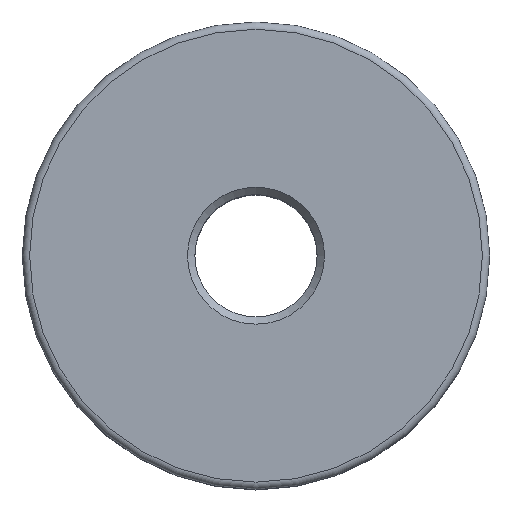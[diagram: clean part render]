
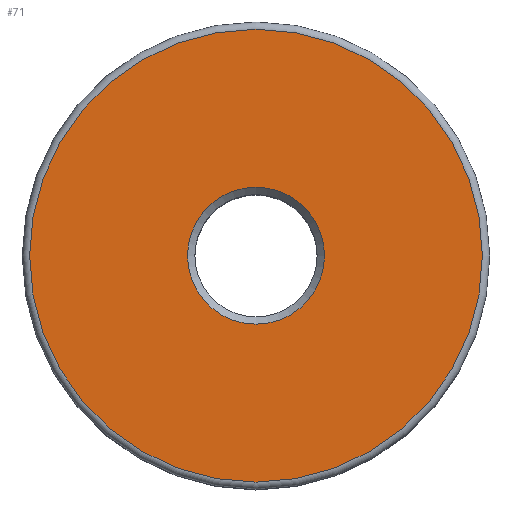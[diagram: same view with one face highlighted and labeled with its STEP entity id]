
A CAD part, top view. The second image highlights one B-rep face of the part: STEP entity #71.
In plain terms, the highlighted planar face has unit normal (0, 0, 1).
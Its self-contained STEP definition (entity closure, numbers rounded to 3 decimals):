
#71 = ADVANCED_FACE( '', ( #152, #153 ), #154, .F. );
#152 = FACE_OUTER_BOUND( '', #227, .T. );
#153 = FACE_BOUND( '', #228, .T. );
#154 = PLANE( '', #229 );
#227 = EDGE_LOOP( '', ( #326 ) );
#228 = EDGE_LOOP( '', ( #327 ) );
#229 = AXIS2_PLACEMENT_3D( '', #328, #329, #330 );
#326 = ORIENTED_EDGE( '', *, *, #351, .T. );
#327 = ORIENTED_EDGE( '', *, *, #344, .T. );
#328 = CARTESIAN_POINT( '', ( 16., 0., 25. ) );
#329 = DIRECTION( '', ( 0., 0., -1. ) );
#330 = DIRECTION( '', ( -1., 0., 0. ) );
#344 = EDGE_CURVE( '', #382, #382, #383, .T. );
#351 = EDGE_CURVE( '', #394, #394, #395, .F. );
#382 = VERTEX_POINT( '', #433 );
#383 = CIRCLE( '', #434, 4.688 );
#394 = VERTEX_POINT( '', #445 );
#395 = CIRCLE( '', #446, 15.5 );
#433 = CARTESIAN_POINT( '', ( -4.688, 0., 25. ) );
#434 = AXIS2_PLACEMENT_3D( '', #485, #486, #487 );
#445 = CARTESIAN_POINT( '', ( -15.5, 0., 25. ) );
#446 = AXIS2_PLACEMENT_3D( '', #500, #501, #502 );
#485 = CARTESIAN_POINT( '', ( 0., 0., 25. ) );
#486 = DIRECTION( '', ( 0., 0., -1. ) );
#487 = DIRECTION( '', ( -1., 0., 0. ) );
#500 = CARTESIAN_POINT( '', ( 0., 0., 25. ) );
#501 = DIRECTION( '', ( 0., 0., -1. ) );
#502 = DIRECTION( '', ( -1., 0., 0. ) );
